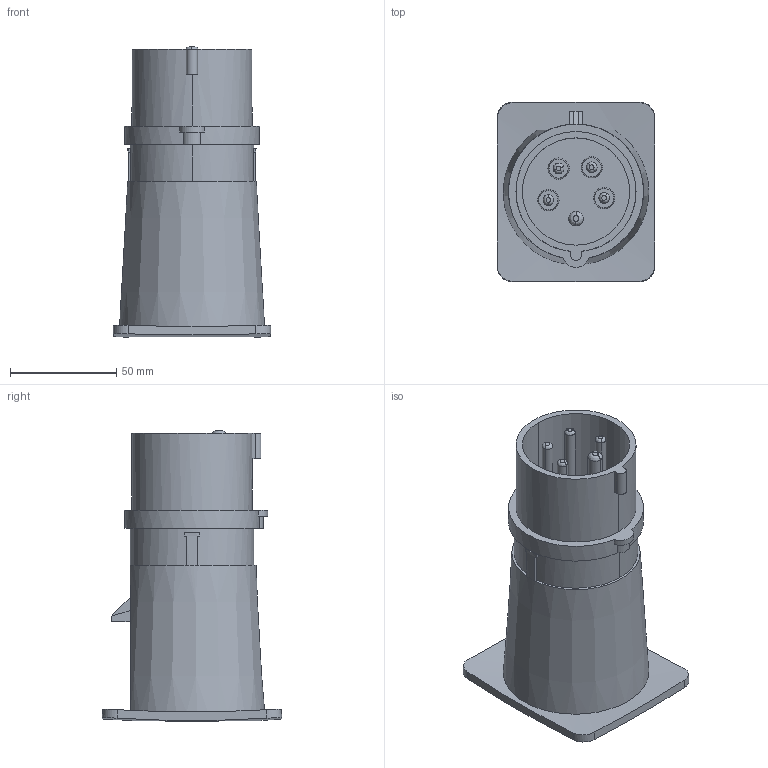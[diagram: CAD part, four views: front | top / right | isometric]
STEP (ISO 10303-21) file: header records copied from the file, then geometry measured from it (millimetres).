
FILE_DESCRIPTION((''),'2;1');
FILE_NAME('GW60209_ASM','2021-10-19T10:06:36',('User'),('Axiro Italia'),'CREO PARAMETRIC BY PTC INC, 2020354','CREO PARAMETRIC BY PTC INC, 2020354','');
FILE_SCHEMA(('CONFIG_CONTROL_DESIGN'));
Length unit declared in the file: millimetre
Products named in the file (3): GW60209_COMPONENTE_A_OR; GW60209_COMPONENTE_B_OR; GW60209_ASM
Assembly tree (2 placements, depth 2):
  GW60209_ASM
    GW60209_COMPONENTE_A_OR
    GW60209_COMPONENTE_B_OR
Bounding box: 74 x 84.61 x 136.58 mm (x, y, z)
Volume: 109985.1 mm3; surface area: 76338.2 mm2
Topology: 2 solids, 2 shells, 225 faces, 564 edges, 367 vertices
Faces by surface type: plane 113, cylinder 86, bspline 14, cone 12
Entity records: 7333 total; most frequent: CARTESIAN_POINT 1738, DIRECTION 1224, ORIENTED_EDGE 1116, EDGE_CURVE 558, AXIS2_PLACEMENT_3D 478, VERTEX_POINT 365, VECTOR 268, LINE 268
